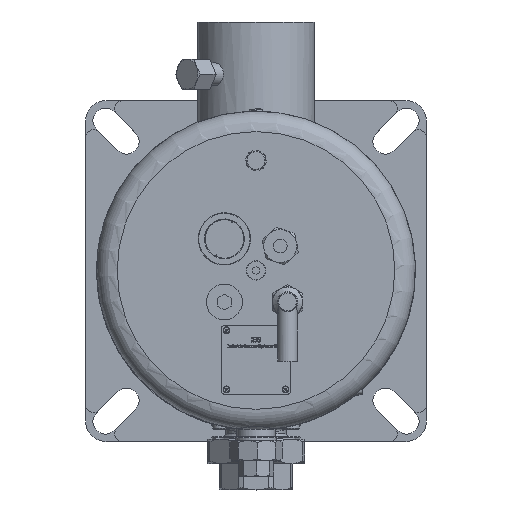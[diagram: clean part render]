
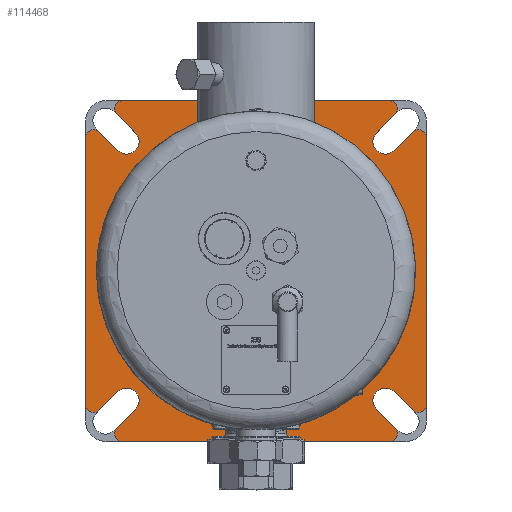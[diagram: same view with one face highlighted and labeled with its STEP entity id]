
A CAD part, top view. The second image highlights one B-rep face of the part: STEP entity #114468.
In plain terms, the highlighted planar face has unit normal (0, 0, 1).
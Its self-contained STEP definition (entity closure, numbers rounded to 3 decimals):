
#3655=FACE_BOUND('',#34509,.T.);
#10013=LINE('',#179015,#19044);
#10016=LINE('',#179021,#19047);
#10020=LINE('',#179031,#19051);
#10023=LINE('',#179039,#19054);
#10026=LINE('',#179045,#19057);
#10029=LINE('',#179053,#19060);
#10032=LINE('',#179061,#19063);
#10035=LINE('',#179069,#19066);
#10038=LINE('',#179079,#19069);
#10040=LINE('',#179085,#19071);
#10043=LINE('',#179093,#19074);
#10045=LINE('',#179099,#19076);
#19044=VECTOR('',#141221,10.);
#19047=VECTOR('',#141226,10.);
#19051=VECTOR('',#141236,10.);
#19054=VECTOR('',#141245,10.);
#19057=VECTOR('',#141250,10.);
#19060=VECTOR('',#141259,10.);
#19063=VECTOR('',#141268,10.);
#19066=VECTOR('',#141277,10.);
#19069=VECTOR('',#141290,10.);
#19071=VECTOR('',#141298,10.);
#19074=VECTOR('',#141307,10.);
#19076=VECTOR('',#141315,10.);
#27713=FACE_OUTER_BOUND('',#34508,.T.);
#34508=EDGE_LOOP('',(#85171,#85172,#85173,#85174,#85175,#85176,#85177,#85178,
#85179,#85180,#85181,#85182,#85183,#85184,#85185,#85186,#85187,#85188,#85189,
#85190,#85191,#85192,#85193,#85194));
#34509=EDGE_LOOP('',(#85195));
#39565=CIRCLE('',#122175,9.);
#39566=CIRCLE('',#122179,9.);
#39567=CIRCLE('',#122182,9.);
#39568=CIRCLE('',#122186,9.);
#39569=CIRCLE('',#122189,6.);
#39570=CIRCLE('',#122192,6.);
#39571=CIRCLE('',#122195,6.);
#39572=CIRCLE('',#122197,6.);
#39573=CIRCLE('',#122200,6.);
#39574=CIRCLE('',#122203,6.);
#39575=CIRCLE('',#122206,6.);
#39576=CIRCLE('',#122209,6.);
#39577=CIRCLE('',#122211,116.);
#46981=VERTEX_POINT('',#179007);
#46982=VERTEX_POINT('',#179009);
#46983=VERTEX_POINT('',#179013);
#46984=VERTEX_POINT('',#179017);
#46985=VERTEX_POINT('',#179019);
#46986=VERTEX_POINT('',#179023);
#46987=VERTEX_POINT('',#179027);
#46988=VERTEX_POINT('',#179029);
#46989=VERTEX_POINT('',#179033);
#46990=VERTEX_POINT('',#179037);
#46991=VERTEX_POINT('',#179041);
#46992=VERTEX_POINT('',#179043);
#46993=VERTEX_POINT('',#179047);
#46994=VERTEX_POINT('',#179051);
#46995=VERTEX_POINT('',#179055);
#46996=VERTEX_POINT('',#179059);
#46997=VERTEX_POINT('',#179063);
#46998=VERTEX_POINT('',#179067);
#46999=VERTEX_POINT('',#179073);
#47000=VERTEX_POINT('',#179077);
#47001=VERTEX_POINT('',#179083);
#47002=VERTEX_POINT('',#179087);
#47003=VERTEX_POINT('',#179091);
#47004=VERTEX_POINT('',#179097);
#47005=VERTEX_POINT('',#179103);
#60503=EDGE_CURVE('',#46982,#46981,#39565,.T.);
#60506=EDGE_CURVE('',#46983,#46982,#10013,.T.);
#60509=EDGE_CURVE('',#46984,#46985,#10016,.T.);
#60511=EDGE_CURVE('',#46985,#46986,#39566,.T.);
#60514=EDGE_CURVE('',#46987,#46988,#10020,.T.);
#60516=EDGE_CURVE('',#46988,#46989,#39567,.T.);
#60518=EDGE_CURVE('',#46989,#46990,#10023,.T.);
#60521=EDGE_CURVE('',#46991,#46992,#10026,.T.);
#60523=EDGE_CURVE('',#46992,#46993,#39568,.T.);
#60525=EDGE_CURVE('',#46981,#46994,#10029,.T.);
#60527=EDGE_CURVE('',#46995,#46994,#39569,.T.);
#60529=EDGE_CURVE('',#46993,#46996,#10032,.T.);
#60531=EDGE_CURVE('',#46997,#46996,#39570,.T.);
#60533=EDGE_CURVE('',#46998,#46997,#10035,.T.);
#60534=EDGE_CURVE('',#46984,#46998,#39571,.T.);
#60535=EDGE_CURVE('',#46991,#46999,#39572,.T.);
#60538=EDGE_CURVE('',#46999,#47000,#10038,.T.);
#60539=EDGE_CURVE('',#47000,#46990,#39573,.T.);
#60541=EDGE_CURVE('',#46986,#47001,#10040,.T.);
#60543=EDGE_CURVE('',#47002,#47001,#39574,.T.);
#60545=EDGE_CURVE('',#47003,#47002,#10043,.T.);
#60546=EDGE_CURVE('',#46983,#47003,#39575,.T.);
#60548=EDGE_CURVE('',#47004,#46995,#10045,.T.);
#60549=EDGE_CURVE('',#46987,#47004,#39576,.T.);
#60550=EDGE_CURVE('',#47005,#47005,#39577,.T.);
#85171=ORIENTED_EDGE('',*,*,#60549,.F.);
#85172=ORIENTED_EDGE('',*,*,#60514,.T.);
#85173=ORIENTED_EDGE('',*,*,#60516,.T.);
#85174=ORIENTED_EDGE('',*,*,#60518,.T.);
#85175=ORIENTED_EDGE('',*,*,#60539,.F.);
#85176=ORIENTED_EDGE('',*,*,#60538,.F.);
#85177=ORIENTED_EDGE('',*,*,#60535,.F.);
#85178=ORIENTED_EDGE('',*,*,#60521,.T.);
#85179=ORIENTED_EDGE('',*,*,#60523,.T.);
#85180=ORIENTED_EDGE('',*,*,#60529,.T.);
#85181=ORIENTED_EDGE('',*,*,#60531,.F.);
#85182=ORIENTED_EDGE('',*,*,#60533,.F.);
#85183=ORIENTED_EDGE('',*,*,#60534,.F.);
#85184=ORIENTED_EDGE('',*,*,#60509,.T.);
#85185=ORIENTED_EDGE('',*,*,#60511,.T.);
#85186=ORIENTED_EDGE('',*,*,#60541,.T.);
#85187=ORIENTED_EDGE('',*,*,#60543,.F.);
#85188=ORIENTED_EDGE('',*,*,#60545,.F.);
#85189=ORIENTED_EDGE('',*,*,#60546,.F.);
#85190=ORIENTED_EDGE('',*,*,#60506,.T.);
#85191=ORIENTED_EDGE('',*,*,#60503,.T.);
#85192=ORIENTED_EDGE('',*,*,#60525,.T.);
#85193=ORIENTED_EDGE('',*,*,#60527,.F.);
#85194=ORIENTED_EDGE('',*,*,#60548,.F.);
#85195=ORIENTED_EDGE('',*,*,#60550,.T.);
#102664=PLANE('',#122210);
#114468=ADVANCED_FACE('',(#27713,#3655),#102664,.T.);
#122175=AXIS2_PLACEMENT_3D('',#179010,#141215,#141216);
#122179=AXIS2_PLACEMENT_3D('',#179025,#141230,#141231);
#122182=AXIS2_PLACEMENT_3D('',#179035,#141240,#141241);
#122186=AXIS2_PLACEMENT_3D('',#179049,#141254,#141255);
#122189=AXIS2_PLACEMENT_3D('',#179057,#141263,#141264);
#122192=AXIS2_PLACEMENT_3D('',#179065,#141272,#141273);
#122195=AXIS2_PLACEMENT_3D('',#179071,#141280,#141281);
#122197=AXIS2_PLACEMENT_3D('',#179074,#141284,#141285);
#122200=AXIS2_PLACEMENT_3D('',#179081,#141293,#141294);
#122203=AXIS2_PLACEMENT_3D('',#179089,#141302,#141303);
#122206=AXIS2_PLACEMENT_3D('',#179095,#141310,#141311);
#122209=AXIS2_PLACEMENT_3D('',#179101,#141318,#141319);
#122210=AXIS2_PLACEMENT_3D('',#179102,#141320,#141321);
#122211=AXIS2_PLACEMENT_3D('',#179104,#141322,#141323);
#141215=DIRECTION('center_axis',(0.,0.,-1.));
#141216=DIRECTION('ref_axis',(0.707,-0.707,0.));
#141221=DIRECTION('',(0.707,-0.707,0.));
#141226=DIRECTION('',(-0.707,-0.707,0.));
#141230=DIRECTION('center_axis',(0.,0.,-1.));
#141231=DIRECTION('ref_axis',(0.707,0.707,0.));
#141236=DIRECTION('',(0.707,0.707,0.));
#141240=DIRECTION('center_axis',(0.,0.,-1.));
#141241=DIRECTION('ref_axis',(-0.707,-0.707,0.));
#141245=DIRECTION('',(-0.707,-0.707,0.));
#141250=DIRECTION('',(-0.707,0.707,0.));
#141254=DIRECTION('center_axis',(0.,0.,-1.));
#141255=DIRECTION('ref_axis',(0.707,-0.707,0.));
#141259=DIRECTION('',(-0.707,0.707,0.));
#141263=DIRECTION('center_axis',(0.,0.,-1.));
#141264=DIRECTION('ref_axis',(-0.383,0.924,0.));
#141268=DIRECTION('',(0.707,-0.707,0.));
#141272=DIRECTION('center_axis',(0.,0.,-1.));
#141273=DIRECTION('ref_axis',(0.383,-0.924,0.));
#141277=DIRECTION('',(0.,-1.,0.));
#141280=DIRECTION('center_axis',(0.,0.,-1.));
#141281=DIRECTION('ref_axis',(0.383,0.924,0.));
#141284=DIRECTION('center_axis',(0.,0.,-1.));
#141285=DIRECTION('ref_axis',(0.924,-0.383,0.));
#141290=DIRECTION('',(-1.,0.,0.));
#141293=DIRECTION('center_axis',(0.,0.,-1.));
#141294=DIRECTION('ref_axis',(-0.924,-0.383,0.));
#141298=DIRECTION('',(0.707,0.707,0.));
#141302=DIRECTION('center_axis',(0.,0.,-1.));
#141303=DIRECTION('ref_axis',(0.924,0.383,0.));
#141307=DIRECTION('',(1.,0.,0.));
#141310=DIRECTION('center_axis',(0.,0.,-1.));
#141311=DIRECTION('ref_axis',(-0.924,0.383,0.));
#141315=DIRECTION('',(0.,1.,0.));
#141318=DIRECTION('center_axis',(0.,0.,-1.));
#141319=DIRECTION('ref_axis',(-0.383,-0.924,0.));
#141320=DIRECTION('center_axis',(0.,0.,1.));
#141321=DIRECTION('ref_axis',(1.,0.,0.));
#141322=DIRECTION('center_axis',(0.,0.,-1.));
#141323=DIRECTION('ref_axis',(-1.,0.,0.));
#179007=CARTESIAN_POINT('',(-100.409,87.681,0.));
#179009=CARTESIAN_POINT('',(-87.681,100.409,0.));
#179010=CARTESIAN_POINT('Origin',(-94.045,94.045,0.));
#179013=CARTESIAN_POINT('',(-101.029,113.757,0.));
#179015=CARTESIAN_POINT('',(-40.659,53.387,0.));
#179017=CARTESIAN_POINT('',(113.757,101.029,0.));
#179019=CARTESIAN_POINT('',(100.409,87.681,0.));
#179021=CARTESIAN_POINT('',(53.387,40.659,0.));
#179023=CARTESIAN_POINT('',(87.681,100.409,0.));
#179025=CARTESIAN_POINT('Origin',(94.045,94.045,0.));
#179027=CARTESIAN_POINT('',(-113.757,-101.029,0.));
#179029=CARTESIAN_POINT('',(-100.409,-87.681,0.));
#179031=CARTESIAN_POINT('',(-53.387,-40.659,0.));
#179033=CARTESIAN_POINT('',(-87.681,-100.409,0.));
#179035=CARTESIAN_POINT('Origin',(-94.045,-94.045,0.));
#179037=CARTESIAN_POINT('',(-101.029,-113.757,0.));
#179039=CARTESIAN_POINT('',(-56.569,-69.296,0.));
#179041=CARTESIAN_POINT('',(101.029,-113.757,0.));
#179043=CARTESIAN_POINT('',(87.681,-100.409,0.));
#179045=CARTESIAN_POINT('',(40.659,-53.387,0.));
#179047=CARTESIAN_POINT('',(100.409,-87.681,0.));
#179049=CARTESIAN_POINT('Origin',(94.045,-94.045,0.));
#179051=CARTESIAN_POINT('',(-113.757,101.029,0.));
#179053=CARTESIAN_POINT('',(-69.296,56.569,0.));
#179055=CARTESIAN_POINT('',(-124.,96.787,0.));
#179057=CARTESIAN_POINT('Origin',(-118.,96.787,0.));
#179059=CARTESIAN_POINT('',(113.757,-101.029,0.));
#179061=CARTESIAN_POINT('',(69.296,-56.569,0.));
#179063=CARTESIAN_POINT('',(124.,-96.787,0.));
#179065=CARTESIAN_POINT('Origin',(118.,-96.787,0.));
#179067=CARTESIAN_POINT('',(124.,96.787,0.));
#179069=CARTESIAN_POINT('',(124.,124.,0.));
#179071=CARTESIAN_POINT('Origin',(118.,96.787,0.));
#179073=CARTESIAN_POINT('',(96.787,-124.,0.));
#179074=CARTESIAN_POINT('Origin',(96.787,-118.,0.));
#179077=CARTESIAN_POINT('',(-96.787,-124.,0.));
#179079=CARTESIAN_POINT('',(124.,-124.,0.));
#179081=CARTESIAN_POINT('Origin',(-96.787,-118.,0.));
#179083=CARTESIAN_POINT('',(101.029,113.757,0.));
#179085=CARTESIAN_POINT('',(56.569,69.296,0.));
#179087=CARTESIAN_POINT('',(96.787,124.,0.));
#179089=CARTESIAN_POINT('Origin',(96.787,118.,0.));
#179091=CARTESIAN_POINT('',(-96.787,124.,0.));
#179093=CARTESIAN_POINT('',(-124.,124.,0.));
#179095=CARTESIAN_POINT('Origin',(-96.787,118.,0.));
#179097=CARTESIAN_POINT('',(-124.,-96.787,0.));
#179099=CARTESIAN_POINT('',(-124.,-124.,0.));
#179101=CARTESIAN_POINT('Origin',(-118.,-96.787,0.));
#179102=CARTESIAN_POINT('Origin',(0.,0.,
0.));
#179103=CARTESIAN_POINT('',(116.,0.,0.));
#179104=CARTESIAN_POINT('Origin',(0.,0.,0.));
